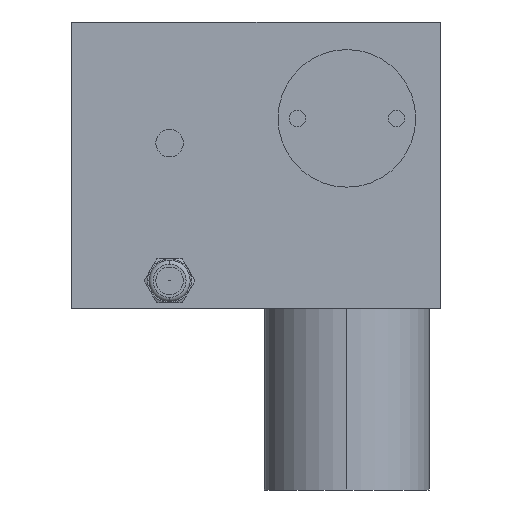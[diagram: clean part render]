
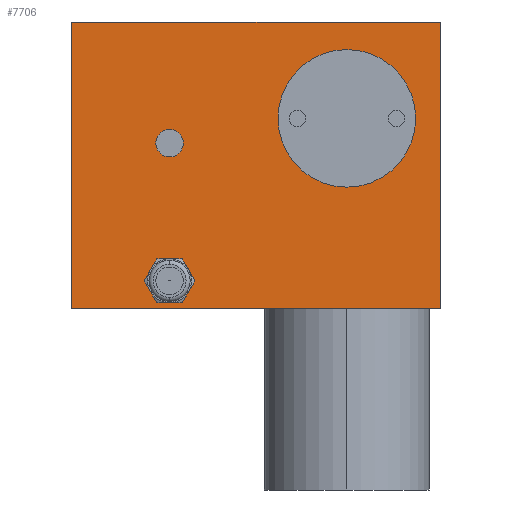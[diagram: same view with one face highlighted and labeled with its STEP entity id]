
A CAD part, left-side view. The second image highlights one B-rep face of the part: STEP entity #7706.
In plain terms, the highlighted planar face has unit normal (-1, 0, 0).
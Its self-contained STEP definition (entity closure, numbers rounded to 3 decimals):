
#1157=DIRECTION('',(0.,0.,1.));
#1158=VECTOR('',#1157,52.);
#1159=CARTESIAN_POINT('',(0.,67.,-52.));
#1160=LINE('',#1159,#1158);
#1201=DIRECTION('',(0.,-1.,0.));
#1202=VECTOR('',#1201,67.);
#1203=CARTESIAN_POINT('',(0.,67.,-52.));
#1204=LINE('',#1203,#1202);
#1205=DIRECTION('',(0.,1.,0.));
#1206=VECTOR('',#1205,67.);
#1207=CARTESIAN_POINT('',(0.,0.,0.));
#1208=LINE('',#1207,#1206);
#1209=DIRECTION('',(0.,0.,1.));
#1210=VECTOR('',#1209,52.);
#1211=CARTESIAN_POINT('',(0.,0.,-52.));
#1212=LINE('',#1211,#1210);
#1213=CARTESIAN_POINT('',(0.,17.,-17.5));
#1214=DIRECTION('',(1.,0.,0.));
#1215=DIRECTION('',(0.,0.,-1.));
#1216=AXIS2_PLACEMENT_3D('',#1213,#1214,#1215);
#1218=CARTESIAN_POINT('',(0.,17.,-17.5));
#1219=DIRECTION('',(1.,0.,0.));
#1220=DIRECTION('',(0.,0.,1.));
#1221=AXIS2_PLACEMENT_3D('',#1218,#1219,#1220);
#1223=CARTESIAN_POINT('',(0.,49.2,-22.));
#1224=DIRECTION('',(1.,0.,0.));
#1225=DIRECTION('',(0.,0.,-1.));
#1226=AXIS2_PLACEMENT_3D('',#1223,#1224,#1225);
#1228=CARTESIAN_POINT('',(0.,49.2,-22.));
#1229=DIRECTION('',(1.,0.,0.));
#1230=DIRECTION('',(0.,0.,1.));
#1231=AXIS2_PLACEMENT_3D('',#1228,#1229,#1230);
#1233=CARTESIAN_POINT('',(0.,49.2,-47.));
#1234=DIRECTION('',(-1.,0.,0.));
#1235=DIRECTION('',(0.,-0.866,0.5));
#1236=AXIS2_PLACEMENT_3D('',#1233,#1234,#1235);
#1238=CARTESIAN_POINT('',(0.,49.2,-47.));
#1239=DIRECTION('',(-1.,0.,0.));
#1240=DIRECTION('',(0.,0.,1.));
#1241=AXIS2_PLACEMENT_3D('',#1238,#1239,#1240);
#1243=CARTESIAN_POINT('',(0.,49.2,-47.));
#1244=DIRECTION('',(-1.,0.,0.));
#1245=DIRECTION('',(0.,0.866,0.5));
#1246=AXIS2_PLACEMENT_3D('',#1243,#1244,#1245);
#1248=CARTESIAN_POINT('',(0.,49.2,-47.));
#1249=DIRECTION('',(-1.,0.,0.));
#1250=DIRECTION('',(0.,0.866,-0.5));
#1251=AXIS2_PLACEMENT_3D('',#1248,#1249,#1250);
#1253=CARTESIAN_POINT('',(0.,49.2,-47.));
#1254=DIRECTION('',(-1.,0.,0.));
#1255=DIRECTION('',(0.,0.,-1.));
#1256=AXIS2_PLACEMENT_3D('',#1253,#1254,#1255);
#1258=CARTESIAN_POINT('',(0.,49.2,-47.));
#1259=DIRECTION('',(-1.,0.,0.));
#1260=DIRECTION('',(0.,-0.866,-0.5));
#1261=AXIS2_PLACEMENT_3D('',#1258,#1259,#1260);
#5199=CARTESIAN_POINT('',(0.,0.,-52.));
#5200=VERTEX_POINT('',#5199);
#5201=CARTESIAN_POINT('',(0.,67.,-52.));
#5202=VERTEX_POINT('',#5201);
#5217=CARTESIAN_POINT('',(0.,0.,0.));
#5218=VERTEX_POINT('',#5217);
#5219=CARTESIAN_POINT('',(0.,67.,0.));
#5220=VERTEX_POINT('',#5219);
#5925=CARTESIAN_POINT('',(0.,17.,-30.));
#5926=CARTESIAN_POINT('',(0.,17.,-5.));
#5927=VERTEX_POINT('',#5925);
#5928=VERTEX_POINT('',#5926);
#5929=CARTESIAN_POINT('',(0.,49.2,-24.5));
#5930=CARTESIAN_POINT('',(0.,49.2,-19.5));
#5931=VERTEX_POINT('',#5929);
#5932=VERTEX_POINT('',#5930);
#6707=CARTESIAN_POINT('',(0.,45.736,-45.));
#6708=CARTESIAN_POINT('',(0.,49.2,-43.));
#6709=VERTEX_POINT('',#6707);
#6710=VERTEX_POINT('',#6708);
#6711=CARTESIAN_POINT('',(0.,52.664,-49.));
#6712=CARTESIAN_POINT('',(0.,49.2,-51.));
#6713=VERTEX_POINT('',#6711);
#6714=VERTEX_POINT('',#6712);
#6715=CARTESIAN_POINT('',(0.,45.736,-49.));
#6716=VERTEX_POINT('',#6715);
#6717=CARTESIAN_POINT('',(0.,52.664,-45.));
#6718=VERTEX_POINT('',#6717);
#7668=CARTESIAN_POINT('',(0.,33.5,-26.));
#7669=DIRECTION('',(1.,0.,0.));
#7670=DIRECTION('',(0.,-1.,0.));
#7671=AXIS2_PLACEMENT_3D('',#7668,#7669,#7670);
#7672=PLANE('',#7671);
#7673=ORIENTED_EDGE('',*,*,#7564,.F.);
#7674=ORIENTED_EDGE('',*,*,#7639,.T.);
#7675=ORIENTED_EDGE('',*,*,#6955,.F.);
#7677=ORIENTED_EDGE('',*,*,#7676,.F.);
#7678=EDGE_LOOP('',(#7673,#7674,#7675,#7677));
#7679=FACE_OUTER_BOUND('',#7678,.F.);
#7681=ORIENTED_EDGE('',*,*,#7680,.F.);
#7683=ORIENTED_EDGE('',*,*,#7682,.F.);
#7684=EDGE_LOOP('',(#7681,#7683));
#7685=FACE_BOUND('',#7684,.F.);
#7687=ORIENTED_EDGE('',*,*,#7686,.F.);
#7689=ORIENTED_EDGE('',*,*,#7688,.F.);
#7690=EDGE_LOOP('',(#7687,#7689));
#7691=FACE_BOUND('',#7690,.F.);
#7693=ORIENTED_EDGE('',*,*,#7692,.T.);
#7695=ORIENTED_EDGE('',*,*,#7694,.T.);
#7697=ORIENTED_EDGE('',*,*,#7696,.T.);
#7699=ORIENTED_EDGE('',*,*,#7698,.T.);
#7701=ORIENTED_EDGE('',*,*,#7700,.T.);
#7703=ORIENTED_EDGE('',*,*,#7702,.T.);
#7704=EDGE_LOOP('',(#7693,#7695,#7697,#7699,#7701,#7703));
#7705=FACE_BOUND('',#7704,.F.);
#7706=ADVANCED_FACE('',(#7679,#7685,#7691,#7705),#7672,.F.);
#1217=CIRCLE('',#1216,12.5);
#1222=CIRCLE('',#1221,12.5);
#1227=CIRCLE('',#1226,2.5);
#1232=CIRCLE('',#1231,2.5);
#1237=CIRCLE('',#1236,4.);
#1242=CIRCLE('',#1241,4.);
#1247=CIRCLE('',#1246,4.);
#1252=CIRCLE('',#1251,4.);
#1257=CIRCLE('',#1256,4.);
#1262=CIRCLE('',#1261,4.);
#6955=EDGE_CURVE('',#5218,#5220,#1208,.T.);
#7564=EDGE_CURVE('',#5202,#5200,#1204,.T.);
#7639=EDGE_CURVE('',#5202,#5220,#1160,.T.);
#7676=EDGE_CURVE('',#5200,#5218,#1212,.T.);
#7680=EDGE_CURVE('',#5927,#5928,#1217,.T.);
#7682=EDGE_CURVE('',#5928,#5927,#1222,.T.);
#7686=EDGE_CURVE('',#5931,#5932,#1227,.T.);
#7688=EDGE_CURVE('',#5932,#5931,#1232,.T.);
#7692=EDGE_CURVE('',#6709,#6710,#1237,.T.);
#7694=EDGE_CURVE('',#6710,#6718,#1242,.T.);
#7696=EDGE_CURVE('',#6718,#6713,#1247,.T.);
#7698=EDGE_CURVE('',#6713,#6714,#1252,.T.);
#7700=EDGE_CURVE('',#6714,#6716,#1257,.T.);
#7702=EDGE_CURVE('',#6716,#6709,#1262,.T.);
